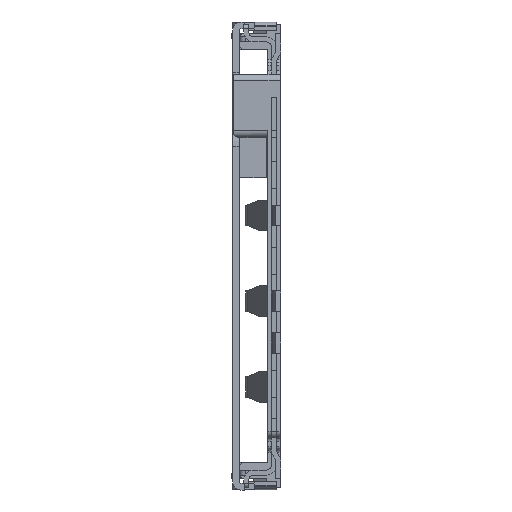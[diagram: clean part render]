
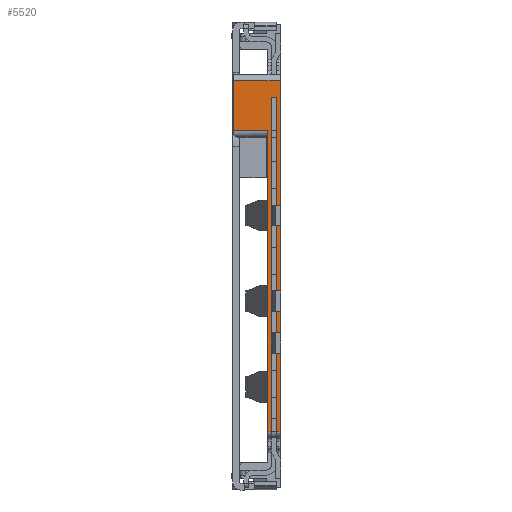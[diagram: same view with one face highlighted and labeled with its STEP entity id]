
A CAD part, left-side view. The second image highlights one B-rep face of the part: STEP entity #5520.
In plain terms, the highlighted face is planar.
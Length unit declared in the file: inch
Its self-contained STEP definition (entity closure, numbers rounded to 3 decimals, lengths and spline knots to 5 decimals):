
#480 = VECTOR ( 'NONE', #2674, 39.37008 ) ;
#587 = VECTOR ( 'NONE', #30066, 39.37008 ) ;
#1208 = EDGE_CURVE ( 'NONE', #29089, #19717, #25618, .T. ) ;
#1365 = ORIENTED_EDGE ( 'NONE', *, *, #10140, .T. ) ;
#2379 = DIRECTION ( 'NONE',  ( 1., 0., 0. ) ) ;
#2674 = DIRECTION ( 'NONE',  ( 0., 0., -1. ) ) ;
#2796 = CARTESIAN_POINT ( 'NONE',  ( 0.29409, 0.14567, -0.00728 ) ) ;
#3084 = VECTOR ( 'NONE', #25940, 39.37008 ) ;
#3517 = AXIS2_PLACEMENT_3D ( 'NONE', #35150, #2379, #21526 ) ;
#3727 = ORIENTED_EDGE ( 'NONE', *, *, #16170, .T. ) ;
#3915 = CARTESIAN_POINT ( 'NONE',  ( 0.29409, 0.20394, -0.00728 ) ) ;
#4005 = ORIENTED_EDGE ( 'NONE', *, *, #19385, .T. ) ;
#4091 = CARTESIAN_POINT ( 'NONE',  ( 0.29409, -0.20394, 0.00295 ) ) ;
#4945 = VERTEX_POINT ( 'NONE', #18808 ) ;
#5520 = ADVANCED_FACE ( 'NONE', ( #22670 ), #16025, .T. ) ;
#5784 = DIRECTION ( 'NONE',  ( 0., 0., -1. ) ) ;
#6649 = CARTESIAN_POINT ( 'NONE',  ( 0.29409, 0.14567, 0.00728 ) ) ;
#6913 = LINE ( 'NONE', #2796, #480 ) ;
#7653 = CARTESIAN_POINT ( 'NONE',  ( 0.29409, -0.20394, -0.00295 ) ) ;
#7869 = LINE ( 'NONE', #10928, #587 ) ;
#8027 = VECTOR ( 'NONE', #5784, 39.37008 ) ;
#8805 = VERTEX_POINT ( 'NONE', #13924 ) ;
#9166 = LINE ( 'NONE', #7653, #22874 ) ;
#9284 = VECTOR ( 'NONE', #32248, 39.37008 ) ;
#10140 = EDGE_CURVE ( 'NONE', #8805, #13837, #24900, .T. ) ;
#10433 = LINE ( 'NONE', #10559, #31405 ) ;
#10559 = CARTESIAN_POINT ( 'NONE',  ( 0.29409, -0.20394, 0.00728 ) ) ;
#10928 = CARTESIAN_POINT ( 'NONE',  ( 0.29409, 0., -0.00728 ) ) ;
#11015 = ORIENTED_EDGE ( 'NONE', *, *, #31708, .T. ) ;
#11431 = LINE ( 'NONE', #31535, #17023 ) ;
#11950 = CARTESIAN_POINT ( 'NONE',  ( 0.29409, 0.14567, 0.00295 ) ) ;
#12523 = EDGE_CURVE ( 'NONE', #17314, #29584, #35418, .T. ) ;
#13111 = CARTESIAN_POINT ( 'NONE',  ( 0.29409, -0.20394, 0.00295 ) ) ;
#13784 = CARTESIAN_POINT ( 'NONE',  ( 0.29409, 0., 0.04705 ) ) ;
#13825 = ORIENTED_EDGE ( 'NONE', *, *, #1208, .T. ) ;
#13837 = VERTEX_POINT ( 'NONE', #4091 ) ;
#13924 = CARTESIAN_POINT ( 'NONE',  ( 0.29409, -0.20394, 0.00728 ) ) ;
#14095 = CARTESIAN_POINT ( 'NONE',  ( 0.29409, 0.14567, 0.04705 ) ) ;
#15086 = ORIENTED_EDGE ( 'NONE', *, *, #33026, .F. ) ;
#15088 = CARTESIAN_POINT ( 'NONE',  ( 0.29409, -0.20394, -0.00728 ) ) ;
#16025 = PLANE ( 'NONE',  #3517 ) ;
#16170 = EDGE_CURVE ( 'NONE', #22161, #4945, #6913, .T. ) ;
#17023 = VECTOR ( 'NONE', #17929, 39.37008 ) ;
#17092 = VERTEX_POINT ( 'NONE', #18431 ) ;
#17314 = VERTEX_POINT ( 'NONE', #14095 ) ;
#17929 = DIRECTION ( 'NONE',  ( 0., 0., -1. ) ) ;
#18431 = CARTESIAN_POINT ( 'NONE',  ( 0.29409, -0.20394, -0.00295 ) ) ;
#18808 = CARTESIAN_POINT ( 'NONE',  ( 0.29409, 0.14567, -0.00295 ) ) ;
#19385 = EDGE_CURVE ( 'NONE', #13837, #22161, #31108, .T. ) ;
#19717 = VERTEX_POINT ( 'NONE', #25531 ) ;
#21526 = DIRECTION ( 'NONE',  ( 0., 0., -1. ) ) ;
#21591 = DIRECTION ( 'NONE',  ( 0., -1., 0. ) ) ;
#21689 = CARTESIAN_POINT ( 'NONE',  ( 0.29409, 0.20394, -0.00728 ) ) ;
#22161 = VERTEX_POINT ( 'NONE', #11950 ) ;
#22186 = CARTESIAN_POINT ( 'NONE',  ( 0.29409, 0.14567, -0.00728 ) ) ;
#22670 = FACE_OUTER_BOUND ( 'NONE', #30326, .T. ) ;
#22752 = ORIENTED_EDGE ( 'NONE', *, *, #25563, .T. ) ;
#22874 = VECTOR ( 'NONE', #34948, 39.37008 ) ;
#22889 = ORIENTED_EDGE ( 'NONE', *, *, #12523, .T. ) ;
#24751 = VECTOR ( 'NONE', #35314, 39.37008 ) ;
#24900 = LINE ( 'NONE', #15088, #3084 ) ;
#25531 = CARTESIAN_POINT ( 'NONE',  ( 0.29409, 0.20394, 0.04705 ) ) ;
#25563 = EDGE_CURVE ( 'NONE', #17092, #32765, #11431, .T. ) ;
#25618 = LINE ( 'NONE', #21689, #24751 ) ;
#25940 = DIRECTION ( 'NONE',  ( 0., 0., -1. ) ) ;
#27026 = VECTOR ( 'NONE', #32930, 39.37008 ) ;
#27355 = EDGE_CURVE ( 'NONE', #29584, #8805, #10433, .T. ) ;
#27438 = EDGE_CURVE ( 'NONE', #32765, #29089, #7869, .T. ) ;
#29089 = VERTEX_POINT ( 'NONE', #3915 ) ;
#29584 = VERTEX_POINT ( 'NONE', #6649 ) ;
#30001 = ORIENTED_EDGE ( 'NONE', *, *, #27438, .T. ) ;
#30066 = DIRECTION ( 'NONE',  ( 0., 1., 0. ) ) ;
#30326 = EDGE_LOOP ( 'NONE', ( #1365, #4005, #3727, #11015, #22752, #30001, #13825, #15086, #22889, #35055 ) ) ;
#31108 = LINE ( 'NONE', #13111, #9284 ) ;
#31405 = VECTOR ( 'NONE', #21591, 39.37008 ) ;
#31535 = CARTESIAN_POINT ( 'NONE',  ( 0.29409, -0.20394, -0.00728 ) ) ;
#31708 = EDGE_CURVE ( 'NONE', #4945, #17092, #9166, .T. ) ;
#32248 = DIRECTION ( 'NONE',  ( 0., 1., 0. ) ) ;
#32611 = LINE ( 'NONE', #13784, #27026 ) ;
#32765 = VERTEX_POINT ( 'NONE', #34492 ) ;
#32930 = DIRECTION ( 'NONE',  ( 0., 1., 0. ) ) ;
#33026 = EDGE_CURVE ( 'NONE', #17314, #19717, #32611, .T. ) ;
#34492 = CARTESIAN_POINT ( 'NONE',  ( 0.29409, -0.20394, -0.00728 ) ) ;
#34948 = DIRECTION ( 'NONE',  ( 0., -1., 0. ) ) ;
#35055 = ORIENTED_EDGE ( 'NONE', *, *, #27355, .T. ) ;
#35150 = CARTESIAN_POINT ( 'NONE',  ( 0.29409, -0.20394, -0.00728 ) ) ;
#35314 = DIRECTION ( 'NONE',  ( 0., 0., 1. ) ) ;
#35418 = LINE ( 'NONE', #22186, #8027 ) ;
